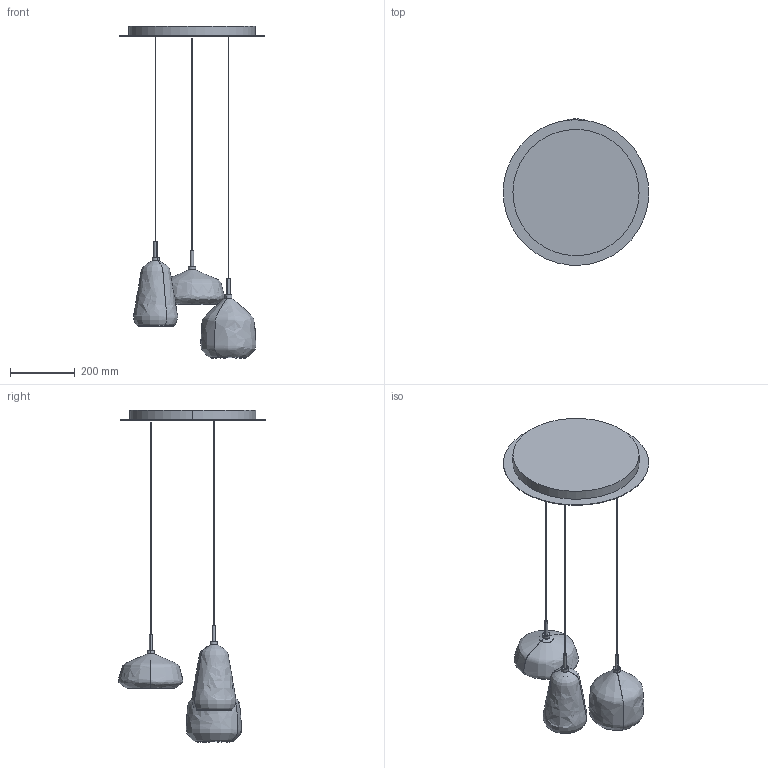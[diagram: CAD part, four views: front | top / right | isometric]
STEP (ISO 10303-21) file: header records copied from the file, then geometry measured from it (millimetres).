
FILE_DESCRIPTION(/* description */ (''),/* implementation_level */ '2;1');
FILE_NAME(/* name */ '174410~2',/* time_stamp */ '2020-05-19T15:52:10+02:00',/* author */ (''),/* organization */ (''),/* preprocessor_version */ 'ST-DEVELOPER v15',/* originating_system */ '',/* authorisation */ '');
FILE_SCHEMA (('AUTOMOTIVE_DESIGN'));
Length unit declared in the file: millimetre
Products named in the file (1): Document
Bounding box: 450 x 454.12 x 1026.4 mm (x, y, z)
Volume: 3967545.4 mm3; surface area: 1311719.9 mm2
Topology: 6 solids, 17 shells, 112 faces, 250 edges, 131 vertices
Faces by surface type: bspline 108, plane 4
Entity records: 4750 total; most frequent: CARTESIAN_POINT 3330, ORIENTED_EDGE 418, EDGE_CURVE 228, VERTEX_POINT 131, ADVANCED_FACE 112, FACE_OUTER_BOUND 112, EDGE_LOOP 112, B_SPLINE_CURVE_WITH_KNOTS 80
